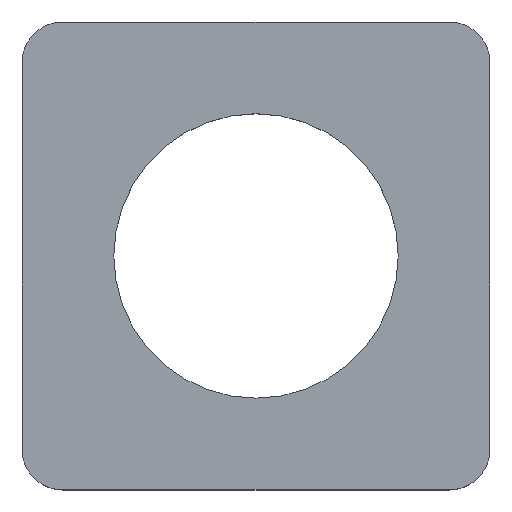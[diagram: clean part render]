
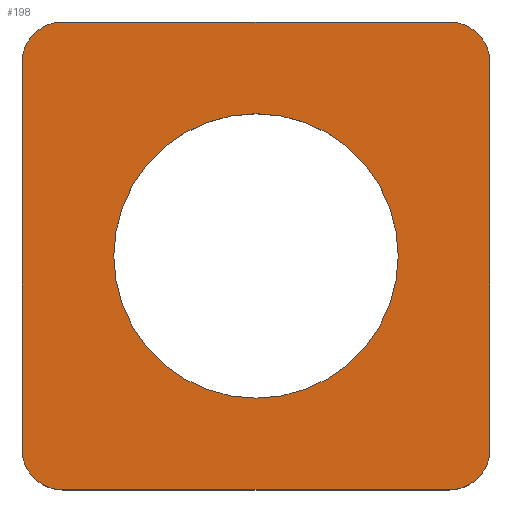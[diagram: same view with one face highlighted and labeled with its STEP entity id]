
A CAD part, top view. The second image highlights one B-rep face of the part: STEP entity #198.
In plain terms, the highlighted planar face has unit normal (0, 0, 1).
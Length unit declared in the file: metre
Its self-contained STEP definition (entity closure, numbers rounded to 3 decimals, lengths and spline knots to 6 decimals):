
#13=CIRCLE('',#216,0.0015);
#15=CIRCLE('',#220,0.0015);
#17=CIRCLE('',#224,0.0015);
#18=CIRCLE('',#227,0.00525);
#21=CIRCLE('',#231,0.0015);
#61=ORIENTED_EDGE('',*,*,#101,.F.);
#62=ORIENTED_EDGE('',*,*,#81,.T.);
#63=ORIENTED_EDGE('',*,*,#85,.T.);
#64=ORIENTED_EDGE('',*,*,#88,.F.);
#65=ORIENTED_EDGE('',*,*,#91,.T.);
#66=ORIENTED_EDGE('',*,*,#94,.F.);
#67=ORIENTED_EDGE('',*,*,#97,.T.);
#68=ORIENTED_EDGE('',*,*,#100,.T.);
#69=ORIENTED_EDGE('',*,*,#104,.T.);
#81=EDGE_CURVE('',#108,#107,#125,.T.);
#85=EDGE_CURVE('',#107,#110,#13,.T.);
#88=EDGE_CURVE('',#112,#110,#130,.T.);
#91=EDGE_CURVE('',#112,#114,#15,.T.);
#94=EDGE_CURVE('',#116,#114,#134,.T.);
#97=EDGE_CURVE('',#116,#118,#17,.T.);
#100=EDGE_CURVE('',#118,#120,#138,.T.);
#101=EDGE_CURVE('',#121,#121,#18,.T.);
#104=EDGE_CURVE('',#120,#108,#21,.T.);
#107=VERTEX_POINT('',#300);
#108=VERTEX_POINT('',#302);
#110=VERTEX_POINT('',#308);
#112=VERTEX_POINT('',#314);
#114=VERTEX_POINT('',#320);
#116=VERTEX_POINT('',#326);
#118=VERTEX_POINT('',#332);
#120=VERTEX_POINT('',#338);
#121=VERTEX_POINT('',#342);
#125=LINE('',#301,#141);
#130=LINE('',#315,#146);
#134=LINE('',#327,#150);
#138=LINE('',#339,#154);
#141=VECTOR('',#240,1.);
#146=VECTOR('',#253,1.);
#150=VECTOR('',#265,1.);
#154=VECTOR('',#277,1.);
#165=EDGE_LOOP('',(#61));
#166=EDGE_LOOP('',(#62,#63,#64,#65,#66,#67,#68,#69));
#179=FACE_BOUND('',#165,.T.);
#180=FACE_BOUND('',#166,.T.);
#187=PLANE('',#232);
#198=ADVANCED_FACE('',(#179,#180),#187,.T.);
#216=AXIS2_PLACEMENT_3D('',#309,#247,#248);
#220=AXIS2_PLACEMENT_3D('',#321,#259,#260);
#224=AXIS2_PLACEMENT_3D('',#333,#271,#272);
#227=AXIS2_PLACEMENT_3D('',#341,#280,#281);
#231=AXIS2_PLACEMENT_3D('',#347,#288,#289);
#232=AXIS2_PLACEMENT_3D('',#348,#290,#291);
#240=DIRECTION('',(-1.,0.,0.));
#247=DIRECTION('',(0.,0.,1.));
#248=DIRECTION('',(1.,0.,0.));
#253=DIRECTION('',(0.,1.,0.));
#259=DIRECTION('',(0.,0.,1.));
#260=DIRECTION('',(1.,0.,0.));
#265=DIRECTION('',(-1.,0.,0.));
#271=DIRECTION('',(0.,0.,1.));
#272=DIRECTION('',(1.,0.,0.));
#277=DIRECTION('',(0.,1.,0.));
#280=DIRECTION('',(0.,0.,1.));
#281=DIRECTION('',(1.,0.,0.));
#288=DIRECTION('',(0.,0.,1.));
#289=DIRECTION('',(1.,0.,0.));
#290=DIRECTION('',(0.,0.,1.));
#291=DIRECTION('',(1.,0.,0.));
#300=CARTESIAN_POINT('',(-0.007136,0.008636,0.002));
#301=CARTESIAN_POINT('',(0.,0.008636,0.002));
#302=CARTESIAN_POINT('',(0.007136,0.008636,0.002));
#308=CARTESIAN_POINT('',(-0.008636,0.007136,0.002));
#309=CARTESIAN_POINT('',(-0.007136,0.007136,0.002));
#314=CARTESIAN_POINT('',(-0.008636,-0.007136,0.002));
#315=CARTESIAN_POINT('',(-0.008636,0.,0.002));
#320=CARTESIAN_POINT('',(-0.007136,-0.008636,0.002));
#321=CARTESIAN_POINT('',(-0.007136,-0.007136,0.002));
#326=CARTESIAN_POINT('',(0.007136,-0.008636,0.002));
#327=CARTESIAN_POINT('',(0.,-0.008636,0.002));
#332=CARTESIAN_POINT('',(0.008636,-0.007136,0.002));
#333=CARTESIAN_POINT('',(0.007136,-0.007136,0.002));
#338=CARTESIAN_POINT('',(0.008636,0.007136,0.002));
#339=CARTESIAN_POINT('',(0.008636,0.,0.002));
#341=CARTESIAN_POINT('',(0.,0.,0.002));
#342=CARTESIAN_POINT('',(0.00525,0.,0.002));
#347=CARTESIAN_POINT('',(0.007136,0.007136,0.002));
#348=CARTESIAN_POINT('',(0.,0.,0.002));
